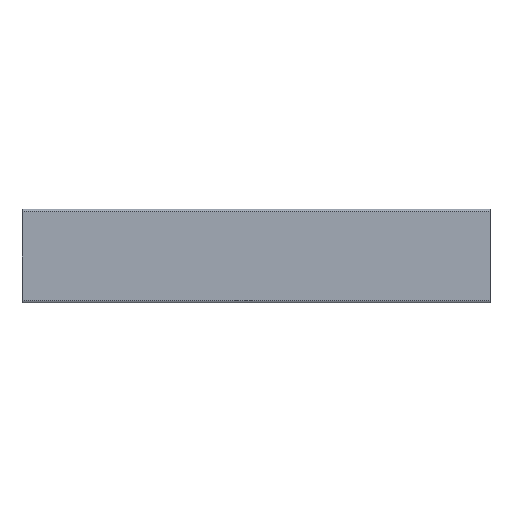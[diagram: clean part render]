
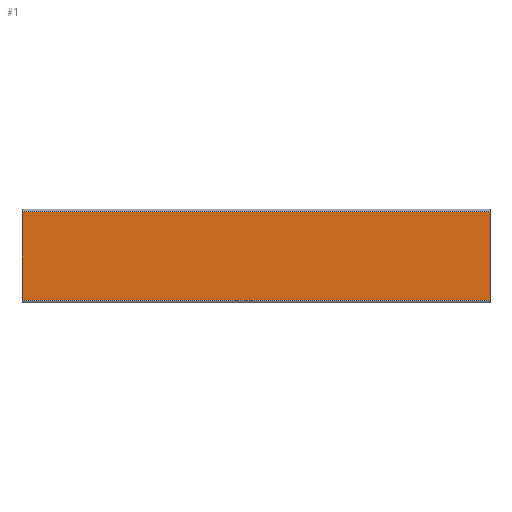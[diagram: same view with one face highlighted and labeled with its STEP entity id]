
A CAD part, front view. The second image highlights one B-rep face of the part: STEP entity #1.
In plain terms, the highlighted planar face has unit normal (0, -1, 0).
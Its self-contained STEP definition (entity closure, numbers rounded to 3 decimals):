
#1 = ADVANCED_FACE ( 'NONE', ( #761 ), #637, .F. ) ;
#14 = CARTESIAN_POINT ( 'NONE',  ( 59.184, -1179.085, 2046.891 ) ) ;
#28 = AXIS2_PLACEMENT_3D ( 'NONE', #14, #472, #548 ) ;
#58 = VERTEX_POINT ( 'NONE', #945 ) ;
#79 = CARTESIAN_POINT ( 'NONE',  ( -40.816, -1179.085, 2046.891 ) ) ;
#101 = ORIENTED_EDGE ( 'NONE', *, *, #409, .F. ) ;
#107 = CARTESIAN_POINT ( 'NONE',  ( 59.184, -1179.085, 2027.891 ) ) ;
#112 = EDGE_CURVE ( 'NONE', #134, #993, #686, .T. ) ;
#134 = VERTEX_POINT ( 'NONE', #346 ) ;
#243 = EDGE_CURVE ( 'NONE', #807, #993, #333, .T. ) ;
#333 = LINE ( 'NONE', #518, #723 ) ;
#346 = CARTESIAN_POINT ( 'NONE',  ( 59.184, -1179.085, 2027.891 ) ) ;
#409 = EDGE_CURVE ( 'NONE', #58, #134, #624, .T. ) ;
#427 = EDGE_CURVE ( 'NONE', #58, #807, #521, .T. ) ;
#431 = VECTOR ( 'NONE', #558, 1000. ) ;
#440 = DIRECTION ( 'NONE',  ( 0., 0., -1. ) ) ;
#466 = VECTOR ( 'NONE', #730, 1000. ) ;
#472 = DIRECTION ( 'NONE',  ( 0., 1., 0. ) ) ;
#478 = ORIENTED_EDGE ( 'NONE', *, *, #427, .T. ) ;
#483 = CARTESIAN_POINT ( 'NONE',  ( 59.184, -1179.085, 2046.891 ) ) ;
#492 = ORIENTED_EDGE ( 'NONE', *, *, #243, .T. ) ;
#518 = CARTESIAN_POINT ( 'NONE',  ( -40.816, -1179.085, 2046.891 ) ) ;
#521 = LINE ( 'NONE', #483, #998 ) ;
#548 = DIRECTION ( 'NONE',  ( 0., 0., 1. ) ) ;
#558 = DIRECTION ( 'NONE',  ( 0., 0., -1. ) ) ;
#567 = CARTESIAN_POINT ( 'NONE',  ( -40.816, -1179.085, 2027.891 ) ) ;
#624 = LINE ( 'NONE', #875, #431 ) ;
#637 = PLANE ( 'NONE',  #28 ) ;
#686 = LINE ( 'NONE', #107, #466 ) ;
#723 = VECTOR ( 'NONE', #440, 1000. ) ;
#725 = DIRECTION ( 'NONE',  ( -1., 0., 0. ) ) ;
#730 = DIRECTION ( 'NONE',  ( -1., 0., 0. ) ) ;
#751 = ORIENTED_EDGE ( 'NONE', *, *, #112, .F. ) ;
#761 = FACE_OUTER_BOUND ( 'NONE', #984, .T. ) ;
#807 = VERTEX_POINT ( 'NONE', #79 ) ;
#875 = CARTESIAN_POINT ( 'NONE',  ( 59.184, -1179.085, 2046.891 ) ) ;
#945 = CARTESIAN_POINT ( 'NONE',  ( 59.184, -1179.085, 2046.891 ) ) ;
#984 = EDGE_LOOP ( 'NONE', ( #492, #751, #101, #478 ) ) ;
#993 = VERTEX_POINT ( 'NONE', #567 ) ;
#998 = VECTOR ( 'NONE', #725, 1000. ) ;
